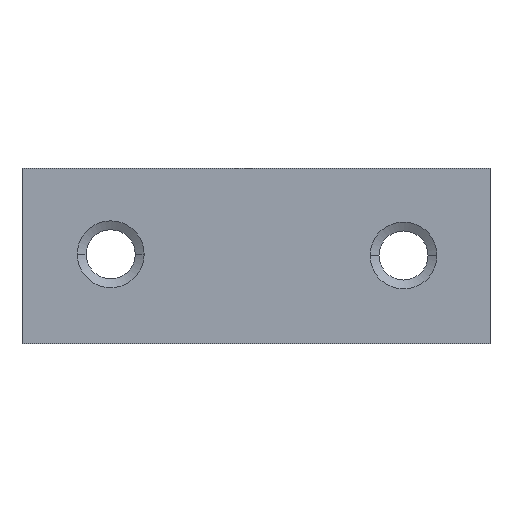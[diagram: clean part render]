
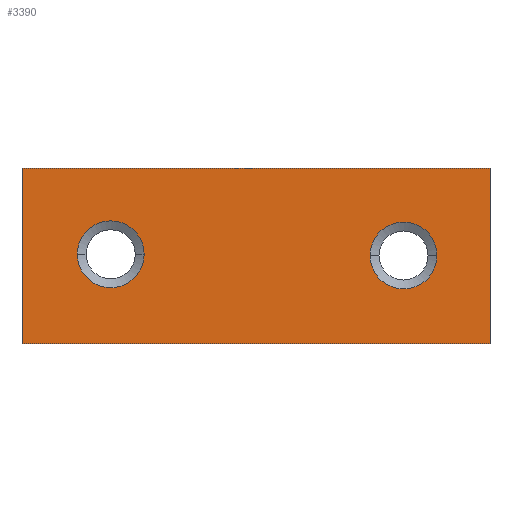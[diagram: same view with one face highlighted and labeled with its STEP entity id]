
A CAD part, front view. The second image highlights one B-rep face of the part: STEP entity #3390.
In plain terms, the highlighted planar face has unit normal (0, -1, 0).
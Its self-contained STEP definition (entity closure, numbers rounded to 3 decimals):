
#270=CARTESIAN_POINT('',(10.,36.,-0.));
#280=VERTEX_POINT('065400-1518101887-ff05518be6-0 265535',#270);
#310=CARTESIAN_POINT('',(10.,36.,0.));
#320=DIRECTION('',(1.,0.,0.));
#330=VECTOR('',#320,1.);
#340=LINE('',#310,#330);
#350=CARTESIAN_POINT('',(50.,36.,-0.));
#360=VERTEX_POINT('065400-1518101887-ff05518be6-0 265533',#350);
#370=EDGE_CURVE('065400-1518101887-ff05518be6-0 265534',#280,#360,#340,
.T.);
#2050=CARTESIAN_POINT('',(50.,36.,15.));
#2060=VERTEX_POINT('065400-1518101887-ff05518be6-0 265591',#2050);
#2090=CARTESIAN_POINT('',(10.,36.,15.));
#2100=DIRECTION('',(1.,0.,0.));
#2110=VECTOR('',#2100,1.);
#2120=LINE('',#2090,#2110);
#2130=CARTESIAN_POINT('',(10.,36.,15.));
#2140=VERTEX_POINT('065400-1518101887-ff05518be6-0 265585',#2130);
#2150=EDGE_CURVE('065400-1518101887-ff05518be6-0 265589',#2140,#2060,
#2120,.T.);
#2830=CARTESIAN_POINT('',(10.,36.,0.));
#2840=DIRECTION('',(0.,0.,1.));
#2850=VECTOR('',#2840,1.);
#2860=LINE('',#2830,#2850);
#2870=EDGE_CURVE('065400-1518101887-ff05518be6-0 265643',#280,#2140,
#2860,.T.);
#2930=CARTESIAN_POINT('',(50.,36.,0.));
#2940=DIRECTION('',(-0.,-1.,-0.));
#2950=DIRECTION('',(-1.,0.,0.));
#2960=AXIS2_PLACEMENT_3D('',#2930,#2940,#2950);
#2970=PLANE('',#2960);
#2980=CARTESIAN_POINT('',(42.609,36.,7.543));
#2990=DIRECTION('',(0.,-1.,0.));
#3000=DIRECTION('',(-1.,0.,0.));
#3010=AXIS2_PLACEMENT_3D('',#2980,#2990,#3000);
#3020=CIRCLE('',#3010,2.86);
#3030=CARTESIAN_POINT('',(39.749,36.,7.543));
#3040=VERTEX_POINT('278234-1520021241-ff05518be6-0 322545',#3030);
#3050=CARTESIAN_POINT('',(45.469,36.,7.543));
#3060=VERTEX_POINT('',#3050);
#3070=EDGE_CURVE('278234-1520021241-ff05518be6-0 321813',#3040,#3060,
#3020,.T.);
#3080=ORIENTED_EDGE('',*,*,#3070,.F.);
#3090=EDGE_CURVE('278234-1520021241-ff05518be6-0 321813',#3060,#3040,
#3020,.T.);
#3100=ORIENTED_EDGE('',*,*,#3090,.F.);
#3110=EDGE_LOOP('',(#3100,#3080));
#3120=FACE_BOUND('',#3110,.T.);
#3130=CARTESIAN_POINT('',(17.579,36.,7.644));
#3140=DIRECTION('',(0.,-1.,0.));
#3150=DIRECTION('',(-1.,0.,0.));
#3160=AXIS2_PLACEMENT_3D('',#3130,#3140,#3150);
#3170=CIRCLE('',#3160,2.86);
#3180=CARTESIAN_POINT('',(14.719,36.,7.644));
#3190=VERTEX_POINT('278234-1520021241-ff05518be6-0 317928',#3180);
#3200=CARTESIAN_POINT('',(20.439,36.,7.644));
#3210=VERTEX_POINT('',#3200);
#3220=EDGE_CURVE('278234-1520021241-ff05518be6-0 317225',#3190,#3210,
#3170,.T.);
#3230=ORIENTED_EDGE('',*,*,#3220,.F.);
#3240=EDGE_CURVE('278234-1520021241-ff05518be6-0 317225',#3210,#3190,
#3170,.T.);
#3250=ORIENTED_EDGE('',*,*,#3240,.F.);
#3260=EDGE_LOOP('',(#3250,#3230));
#3270=FACE_BOUND('',#3260,.T.);
#3280=ORIENTED_EDGE('',*,*,#2870,.F.);
#3290=ORIENTED_EDGE('',*,*,#2150,.F.);
#3300=CARTESIAN_POINT('',(50.,36.,0.));
#3310=DIRECTION('',(0.,0.,1.));
#3320=VECTOR('',#3310,1.);
#3330=LINE('',#3300,#3320);
#3340=EDGE_CURVE('065400-1518101887-ff05518be6-0 265648',#360,#2060,
#3330,.T.);
#3350=ORIENTED_EDGE('',*,*,#3340,.T.);
#3360=ORIENTED_EDGE('',*,*,#370,.T.);
#3370=EDGE_LOOP('',(#3360,#3350,#3290,#3280));
#3380=FACE_OUTER_BOUND('',#3370,.T.);
#3390=ADVANCED_FACE('065400-1518101887-ff05518be6-0 265650',(#3120,#3270
,#3380),#2970,.T.);
